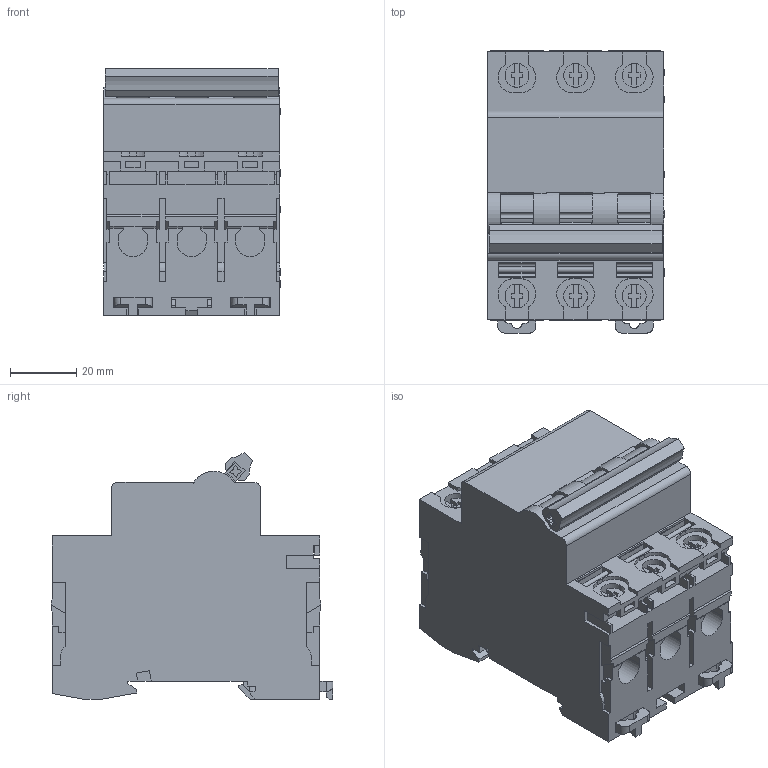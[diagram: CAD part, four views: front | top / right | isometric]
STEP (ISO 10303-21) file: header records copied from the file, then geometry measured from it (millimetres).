
FILE_DESCRIPTION((''),'2;1');
FILE_NAME('SB110513_3D-SIMPLIFIED','2013-01-15T',('mcordero'),(''),'PRO/ENGINEER BY PARAMETRIC TECHNOLOGY CORPORATION, 2006170','PRO/ENGINEER BY PARAMETRIC TECHNOLOGY CORPORATION, 2006170','');
FILE_SCHEMA(('CONFIG_CONTROL_DESIGN'));
Length unit declared in the file: millimetre
Products named in the file (1): SB110513_3D-SIMPLIFIED
Bounding box: 53.35 x 85.1 x 74.41 mm (x, y, z)
Volume: 229288.2 mm3; surface area: 39125.2 mm2
Topology: 1 solids, 1 shells, 988 faces, 2980 edges, 2002 vertices
Faces by surface type: plane 820, cylinder 168
Entity records: 33428 total; most frequent: CARTESIAN_POINT 6028, ORIENTED_EDGE 5960, DIRECTION 5456, EDGE_CURVE 2980, VECTOR 2448, LINE 2448, VERTEX_POINT 2002, AXIS2_PLACEMENT_3D 1504
